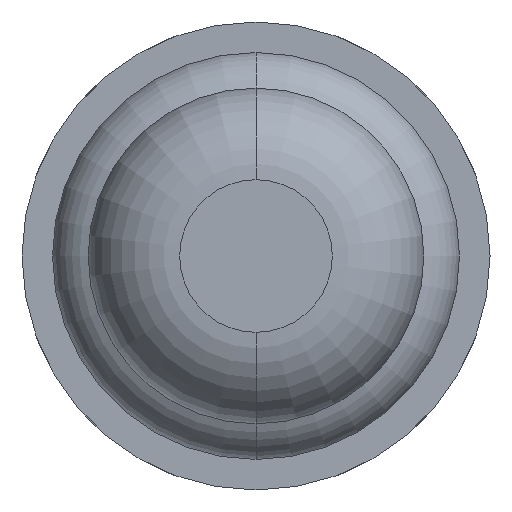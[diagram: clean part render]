
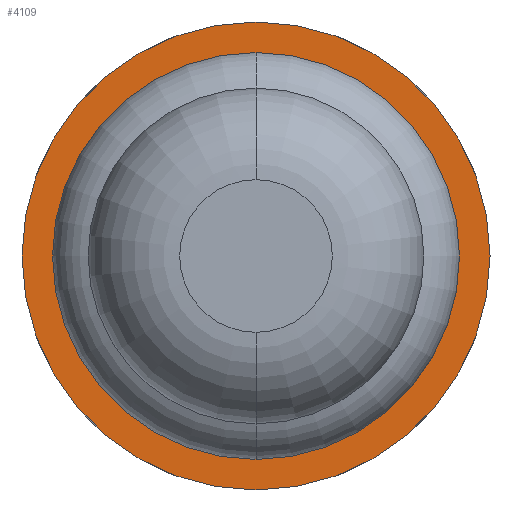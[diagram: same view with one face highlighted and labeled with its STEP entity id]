
A CAD part, front view. The second image highlights one B-rep face of the part: STEP entity #4109.
In plain terms, the highlighted planar face has unit normal (0, -1, 0).
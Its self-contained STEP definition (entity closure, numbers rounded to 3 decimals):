
#92 = AXIS2_PLACEMENT_3D ( 'NONE', #2242, #1890, #1537 ) ;
#97 = FACE_BOUND ( 'NONE', #1216, .T. ) ;
#288 = ORIENTED_EDGE ( 'NONE', *, *, #2015, .F. ) ;
#430 = CARTESIAN_POINT ( 'NONE',  ( 0., 5., 0. ) ) ;
#454 = DIRECTION ( 'NONE',  ( 0., 1., 0. ) ) ;
#569 = CARTESIAN_POINT ( 'NONE',  ( 0., 5., 0. ) ) ;
#717 = AXIS2_PLACEMENT_3D ( 'NONE', #3618, #1407, #4004 ) ;
#818 = VERTEX_POINT ( 'NONE', #890 ) ;
#890 = CARTESIAN_POINT ( 'NONE',  ( 0., 5., -0.64 ) ) ;
#1060 = CARTESIAN_POINT ( 'NONE',  ( 0., 5., 0. ) ) ;
#1076 = DIRECTION ( 'NONE',  ( 0., 1., 0. ) ) ;
#1216 = EDGE_LOOP ( 'NONE', ( #2567, #4637 ) ) ;
#1272 = CIRCLE ( 'NONE', #1607, 0.64 ) ;
#1321 = CIRCLE ( 'NONE', #717, 1.15 ) ;
#1333 = ORIENTED_EDGE ( 'NONE', *, *, #3622, .F. ) ;
#1407 = DIRECTION ( 'NONE',  ( 0., 1., 0. ) ) ;
#1444 = VERTEX_POINT ( 'NONE', #3359 ) ;
#1537 = DIRECTION ( 'NONE',  ( 0., 0., 1. ) ) ;
#1607 = AXIS2_PLACEMENT_3D ( 'NONE', #1060, #1076, #4799 ) ;
#1667 = CARTESIAN_POINT ( 'NONE',  ( 0., 5., 1.15 ) ) ;
#1688 = DIRECTION ( 'NONE',  ( 0., 0., 1. ) ) ;
#1890 = DIRECTION ( 'NONE',  ( 0., 1., 0. ) ) ;
#1987 = EDGE_CURVE ( 'Defeature ausgef�hrt1_28+Defeature ausgef�hrt1_10+Defeature ausgef�hrt1_10+Defeature ausgef�hrt1_10', #818, #1444, #1272, .T. ) ;
#2015 = EDGE_CURVE ( 'Defeature ausgef�hrt1_27+Defeature ausgef�hrt1_28+Defeature ausgef�hrt1_28+Defeature ausgef�hrt1_28', #4545, #2375, #3717, .T. ) ;
#2174 = CARTESIAN_POINT ( 'NONE',  ( 0., 5., -1.15 ) ) ;
#2191 = AXIS2_PLACEMENT_3D ( 'NONE', #430, #454, #2706 ) ;
#2242 = CARTESIAN_POINT ( 'NONE',  ( 0., 5., 0. ) ) ;
#2375 = VERTEX_POINT ( 'NONE', #2174 ) ;
#2567 = ORIENTED_EDGE ( 'NONE', *, *, #4824, .T. ) ;
#2706 = DIRECTION ( 'NONE',  ( 0., 0., 1. ) ) ;
#3040 = EDGE_LOOP ( 'NONE', ( #1333, #288 ) ) ;
#3359 = CARTESIAN_POINT ( 'NONE',  ( 0., 5., 0.64 ) ) ;
#3503 = DIRECTION ( 'NONE',  ( 0., 1., 0. ) ) ;
#3618 = CARTESIAN_POINT ( 'NONE',  ( 0., 5., 0. ) ) ;
#3622 = EDGE_CURVE ( 'Defeature ausgef�hrt1_27+Defeature ausgef�hrt1_28+Defeature ausgef�hrt1_28+Defeature ausgef�hrt1_28', #2375, #4545, #1321, .T. ) ;
#3717 = CIRCLE ( 'NONE', #92, 1.15 ) ;
#4004 = DIRECTION ( 'NONE',  ( 0., 0., 1. ) ) ;
#4043 = FACE_OUTER_BOUND ( 'NONE', #3040, .T. ) ;
#4109 = ADVANCED_FACE ( 'Defeature ausgef�hrt1_28', ( #4043, #97 ), #4266, .F. ) ;
#4266 = PLANE ( 'NONE',  #4519 ) ;
#4519 = AXIS2_PLACEMENT_3D ( 'NONE', #569, #3503, #1688 ) ;
#4545 = VERTEX_POINT ( 'NONE', #1667 ) ;
#4637 = ORIENTED_EDGE ( 'NONE', *, *, #1987, .T. ) ;
#4738 = CIRCLE ( 'NONE', #2191, 0.64 ) ;
#4799 = DIRECTION ( 'NONE',  ( 0., 0., 1. ) ) ;
#4824 = EDGE_CURVE ( 'Defeature ausgef�hrt1_28+Defeature ausgef�hrt1_10+Defeature ausgef�hrt1_10+Defeature ausgef�hrt1_10', #1444, #818, #4738, .T. ) ;
